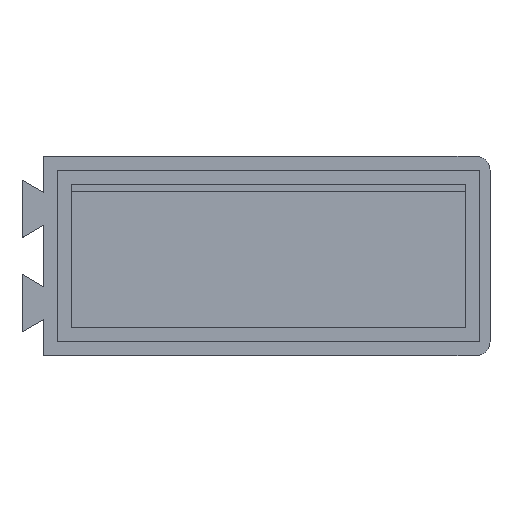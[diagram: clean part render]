
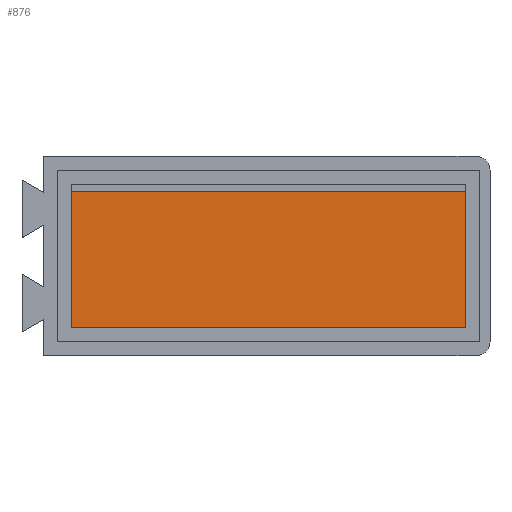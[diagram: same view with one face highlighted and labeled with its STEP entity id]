
A CAD part, top view. The second image highlights one B-rep face of the part: STEP entity #876.
In plain terms, the highlighted planar face has unit normal (0, 0, 1).
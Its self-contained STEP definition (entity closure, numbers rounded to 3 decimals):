
#733 = VERTEX_POINT('',#734);
#734 = CARTESIAN_POINT('',(49.25,-24.,0.));
#740 = EDGE_CURVE('',#741,#733,#743,.T.);
#741 = VERTEX_POINT('',#742);
#742 = CARTESIAN_POINT('',(49.25,0.35,0.));
#743 = LINE('',#744,#745);
#744 = CARTESIAN_POINT('',(49.25,1.7,0.));
#745 = VECTOR('',#746,1.);
#746 = DIRECTION('',(0.,-1.,0.));
#789 = EDGE_CURVE('',#790,#792,#794,.T.);
#790 = VERTEX_POINT('',#791);
#791 = CARTESIAN_POINT('',(119.75,-24.,0.));
#792 = VERTEX_POINT('',#793);
#793 = CARTESIAN_POINT('',(119.75,0.35,0.));
#794 = LINE('',#795,#796);
#795 = CARTESIAN_POINT('',(119.75,-24.,0.));
#796 = VECTOR('',#797,1.);
#797 = DIRECTION('',(0.,1.,0.));
#832 = EDGE_CURVE('',#733,#790,#833,.T.);
#833 = LINE('',#834,#835);
#834 = CARTESIAN_POINT('',(49.25,-24.,0.));
#835 = VECTOR('',#836,1.);
#836 = DIRECTION('',(1.,0.,0.));
#866 = EDGE_CURVE('',#741,#792,#867,.T.);
#867 = LINE('',#868,#869);
#868 = CARTESIAN_POINT('',(49.25,0.35,0.));
#869 = VECTOR('',#870,1.);
#870 = DIRECTION('',(1.,0.,0.));
#876 = ADVANCED_FACE('',(#877),#883,.T.);
#877 = FACE_BOUND('',#878,.T.);
#878 = EDGE_LOOP('',(#879,#880,#881,#882));
#879 = ORIENTED_EDGE('',*,*,#866,.F.);
#880 = ORIENTED_EDGE('',*,*,#740,.T.);
#881 = ORIENTED_EDGE('',*,*,#832,.T.);
#882 = ORIENTED_EDGE('',*,*,#789,.T.);
#883 = PLANE('',#884);
#884 = AXIS2_PLACEMENT_3D('',#885,#886,#887);
#885 = CARTESIAN_POINT('',(79.21,-11.15,0.));
#886 = DIRECTION('',(0.,0.,1.));
#887 = DIRECTION('',(1.,0.,0.));
